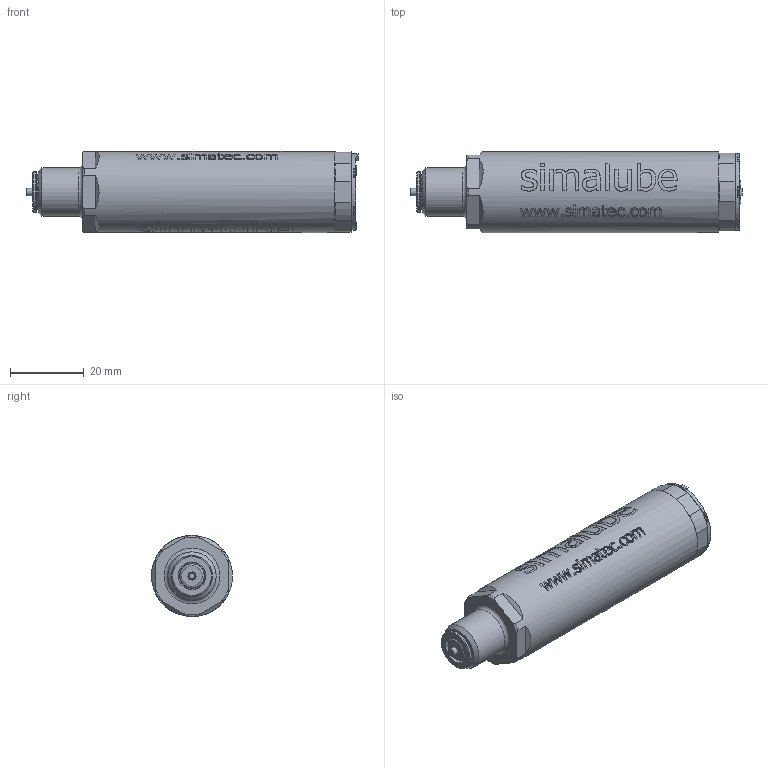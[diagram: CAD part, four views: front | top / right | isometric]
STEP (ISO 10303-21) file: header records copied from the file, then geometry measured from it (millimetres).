
FILE_DESCRIPTION((''),'2;1');
FILE_NAME('SL00_15_neu.stp','2017-05-12T08:59:38',('mm'),(''),'Autodesk Inventor 2012','Autodesk Inventor 2012','');
FILE_SCHEMA(('AUTOMOTIVE_DESIGN { 1 0 10303 214 1 1 1 1 }'));
Length unit declared in the file: millimetre
Products named in the file (1): SL00_15
Bounding box: 90.14 x 22 x 22 mm (x, y, z)
Volume: 29572.5 mm3; surface area: 6731 mm2
Topology: 1 solids, 5 shells, 1122 faces, 2991 edges, 1974 vertices
Faces by surface type: bspline 507, plane 417, cylinder 122, cone 60, torus 16
Full cylindrical faces by diameter (mm): 2 x1, 6.6 x1, 6.9 x1, 8 x1, 9.5 x1, 11 x1, 13.1 x1, 16.1 x2, 17.05 x1, 20.85 x1, 22 x1
Entity records: 144604 total; most frequent: CARTESIAN_POINT 120369, ORIENTED_EDGE 5888, DIRECTION 3123, EDGE_CURVE 2944, VERTEX_POINT 1965, EDGE_LOOP 1270, B_SPLINE_CURVE_WITH_KNOTS 1240, VECTOR 1219
